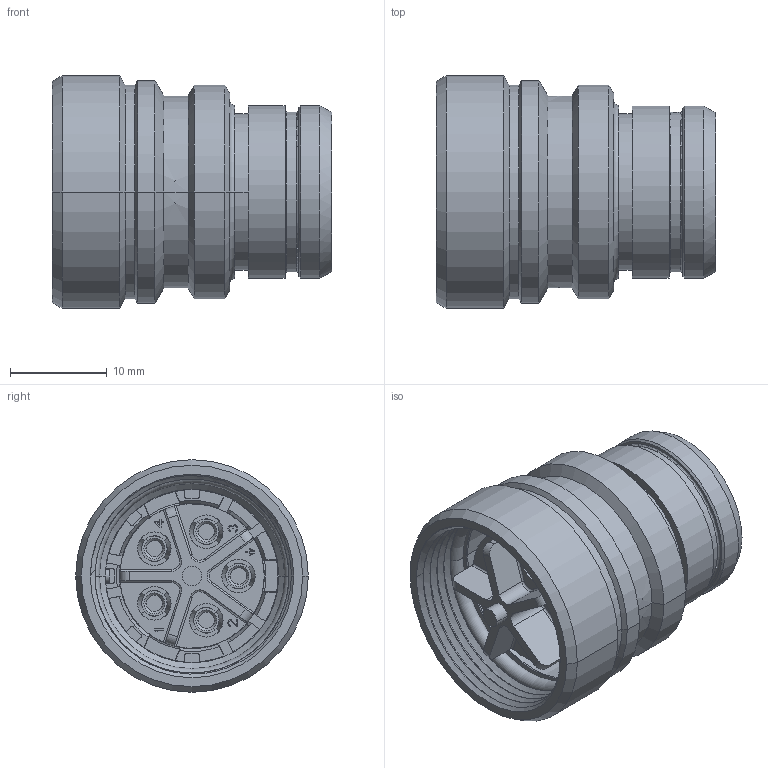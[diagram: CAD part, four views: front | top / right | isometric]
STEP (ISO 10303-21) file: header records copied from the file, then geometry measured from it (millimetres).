
FILE_DESCRIPTION((''),'2;1');
FILE_NAME('1331P295MS','2024-07-31T15:44:29',('paultorloting'),('NET AG system integration'),'CREO PARAMETRIC BY PTC INC, 2021404','CREO PARAMETRIC BY PTC INC, 2021404','');
FILE_SCHEMA(('AUTOMOTIVE_DESIGN { 1 0 10303 214 1 1 1 1 }'));
Length unit declared in the file: millimetre
Products named in the file (1): 1331P295MS
Bounding box: 28.8 x 24 x 24 mm (x, y, z)
Volume: 6435.8 mm3; surface area: 7884.9 mm2
Topology: 1 solids, 1 shells, 914 faces, 2388 edges, 1532 vertices
Faces by surface type: plane 482, cylinder 233, cone 112, torus 53, bspline 34
Entity records: 37368 total; most frequent: CARTESIAN_POINT 10438, ORIENTED_EDGE 4776, DIRECTION 4518, EDGE_CURVE 2388, AXIS2_PLACEMENT_3D 1536, VERTEX_POINT 1532, VECTOR 1443, LINE 1443
